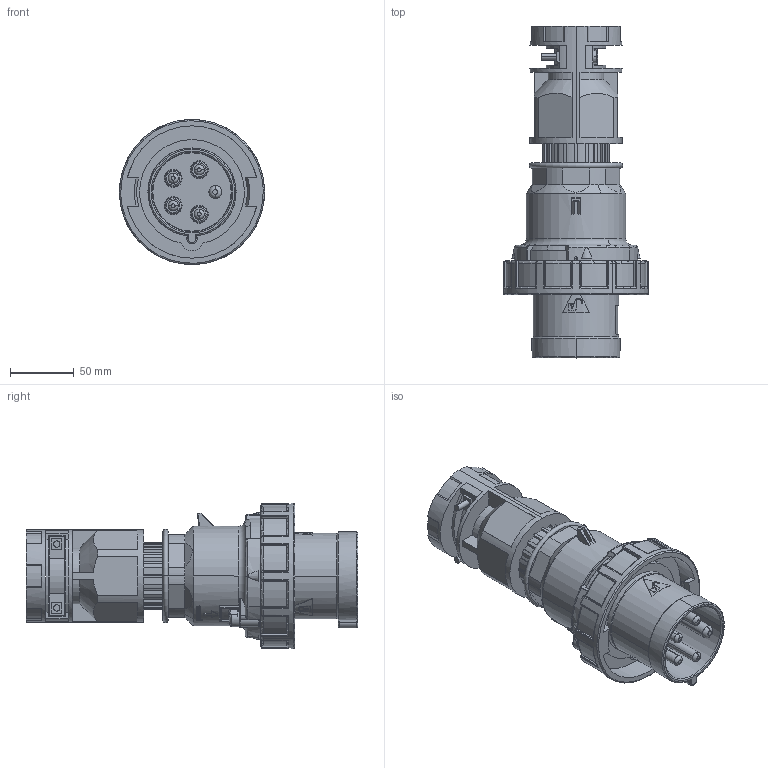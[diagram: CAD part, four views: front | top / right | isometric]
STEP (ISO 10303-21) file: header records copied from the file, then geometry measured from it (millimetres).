
FILE_DESCRIPTION (( 'STEP AP203' ), '1' );
FILE_NAME ('BRY560P9W.step', '2022-08-17T19:36:18', ( '' ), ( '' ), 'SwSTEP 2.0', 'SolidWorks 2021', '' );
FILE_SCHEMA (( 'CONFIG_CONTROL_DESIGN' ));
Length unit declared in the file: millimetre
Products named in the file (1): BRY560P9W
Bounding box: 113.49 x 259.5 x 113.48 mm (x, y, z)
Volume: 757748.7 mm3; surface area: 157958.4 mm2
Topology: 8 solids, 8 shells, 1184 faces, 3198 edges, 2048 vertices
Faces by surface type: plane 490, cylinder 388, bspline 142, torus 107, cone 44, sphere 13
Entity records: 46707 total; most frequent: CARTESIAN_POINT 18470, ORIENTED_EDGE 6320, DIRECTION 5309, EDGE_CURVE 3160, VERTEX_POINT 2043, AXIS2_PLACEMENT_3D 1927, LINE 1455, VECTOR 1455
